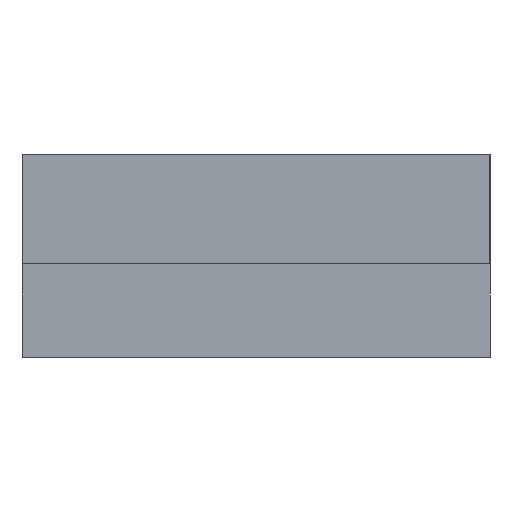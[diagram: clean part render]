
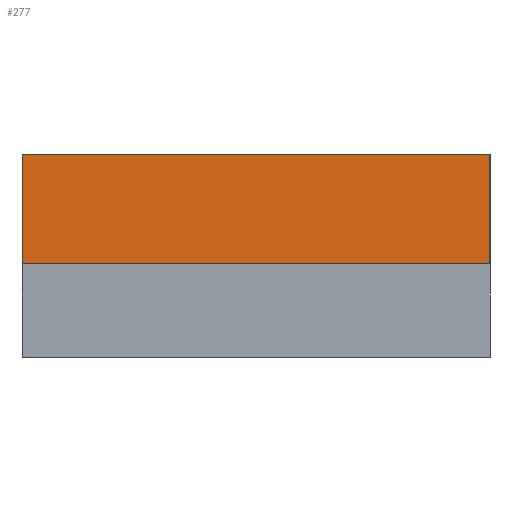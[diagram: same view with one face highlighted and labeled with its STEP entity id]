
A CAD part, front view. The second image highlights one B-rep face of the part: STEP entity #277.
In plain terms, the highlighted face is planar.
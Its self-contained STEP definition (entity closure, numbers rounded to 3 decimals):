
#8 = CARTESIAN_POINT ( 'NONE',  ( 205., 13., -15. ) ) ;
#26 = ORIENTED_EDGE ( 'NONE', *, *, #270, .T. ) ;
#44 = EDGE_CURVE ( 'NONE', #54, #782, #618, .T. ) ;
#54 = VERTEX_POINT ( 'NONE', #8 ) ;
#73 = CARTESIAN_POINT ( 'NONE',  ( 205., 13., 15. ) ) ;
#91 = EDGE_CURVE ( 'NONE', #427, #782, #358, .T. ) ;
#117 = CARTESIAN_POINT ( 'NONE',  ( 205., 13., 15. ) ) ;
#159 = EDGE_LOOP ( 'NONE', ( #729, #184, #26, #524 ) ) ;
#181 = VECTOR ( 'NONE', #350, 1000. ) ;
#184 = ORIENTED_EDGE ( 'NONE', *, *, #671, .F. ) ;
#219 = VECTOR ( 'NONE', #521, 1000. ) ;
#228 = CARTESIAN_POINT ( 'NONE',  ( 205., 13., -15. ) ) ;
#234 = VECTOR ( 'NONE', #415, 1000. ) ;
#270 = EDGE_CURVE ( 'NONE', #706, #54, #325, .T. ) ;
#277 = ADVANCED_FACE ( 'NONE', ( #811 ), #457, .T. ) ;
#296 = CARTESIAN_POINT ( 'NONE',  ( 205., 6., -15. ) ) ;
#325 = LINE ( 'NONE', #900, #219 ) ;
#329 = CARTESIAN_POINT ( 'NONE',  ( 205., 6., 15. ) ) ;
#333 = CARTESIAN_POINT ( 'NONE',  ( 205., 13., -15. ) ) ;
#350 = DIRECTION ( 'NONE',  ( 0., 1., 0. ) ) ;
#358 = LINE ( 'NONE', #117, #181 ) ;
#378 = DIRECTION ( 'NONE',  ( 0., 0., -1. ) ) ;
#411 = AXIS2_PLACEMENT_3D ( 'NONE', #228, #975, #378 ) ;
#415 = DIRECTION ( 'NONE',  ( 0., 0., 1. ) ) ;
#427 = VERTEX_POINT ( 'NONE', #329 ) ;
#457 = PLANE ( 'NONE',  #411 ) ;
#521 = DIRECTION ( 'NONE',  ( 0., 1., 0. ) ) ;
#524 = ORIENTED_EDGE ( 'NONE', *, *, #44, .T. ) ;
#566 = VECTOR ( 'NONE', #967, 1000. ) ;
#602 = CARTESIAN_POINT ( 'NONE',  ( 205., 6., -15. ) ) ;
#618 = LINE ( 'NONE', #333, #234 ) ;
#671 = EDGE_CURVE ( 'NONE', #706, #427, #745, .T. ) ;
#706 = VERTEX_POINT ( 'NONE', #296 ) ;
#729 = ORIENTED_EDGE ( 'NONE', *, *, #91, .F. ) ;
#745 = LINE ( 'NONE', #602, #566 ) ;
#782 = VERTEX_POINT ( 'NONE', #73 ) ;
#811 = FACE_OUTER_BOUND ( 'NONE', #159, .T. ) ;
#900 = CARTESIAN_POINT ( 'NONE',  ( 205., 13., -15. ) ) ;
#967 = DIRECTION ( 'NONE',  ( 0., 0., 1. ) ) ;
#975 = DIRECTION ( 'NONE',  ( 1., 0., 0. ) ) ;
